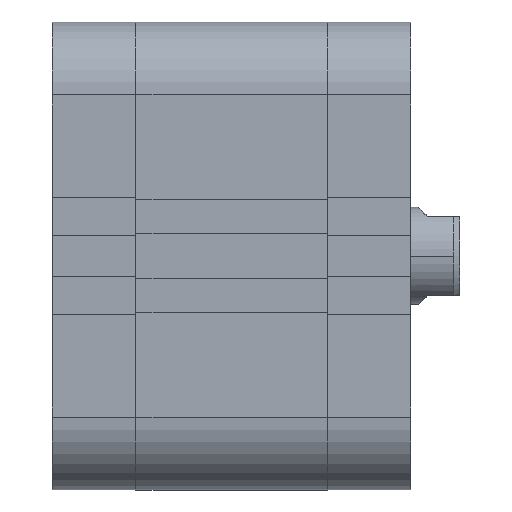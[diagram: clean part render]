
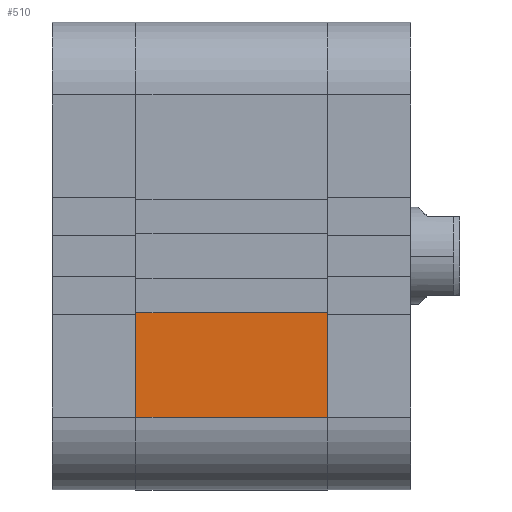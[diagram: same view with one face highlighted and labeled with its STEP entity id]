
A CAD part, front view. The second image highlights one B-rep face of the part: STEP entity #510.
In plain terms, the highlighted planar face has unit normal (0, -1, 0).
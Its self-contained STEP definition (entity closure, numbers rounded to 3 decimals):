
#510 = ADVANCED_FACE ( 'NONE', ( #5028 ), #13718, .F. ) ;
#2955 = CARTESIAN_POINT ( 'NONE',  ( 31.5, -38.5, -38.5 ) ) ;
#3484 = CARTESIAN_POINT ( 'NONE',  ( 0., -38.5, -38.5 ) ) ;
#3671 = LINE ( 'NONE', #3484, #4760 ) ;
#4760 = VECTOR ( 'NONE', #5953, 1000. ) ;
#5013 = DIRECTION ( 'NONE',  ( 0., 0., -1. ) ) ;
#5022 = VERTEX_POINT ( 'NONE', #15209 ) ;
#5028 = FACE_OUTER_BOUND ( 'NONE', #35166, .T. ) ;
#5813 = DIRECTION ( 'NONE',  ( -1., 0., 0. ) ) ;
#5953 = DIRECTION ( 'NONE',  ( 0., 0., -1. ) ) ;
#8020 = VECTOR ( 'NONE', #5013, 1000. ) ;
#10509 = LINE ( 'NONE', #33813, #8020 ) ;
#11047 = CARTESIAN_POINT ( 'NONE',  ( 0., -38.5, -9.3 ) ) ;
#11114 = AXIS2_PLACEMENT_3D ( 'NONE', #2955, #31356, #17142 ) ;
#13450 = VERTEX_POINT ( 'NONE', #37210 ) ;
#13718 = PLANE ( 'NONE',  #11114 ) ;
#14321 = LINE ( 'NONE', #14692, #16632 ) ;
#14655 = VERTEX_POINT ( 'NONE', #11047 ) ;
#14692 = CARTESIAN_POINT ( 'NONE',  ( 31.501, -38.5, -9.3 ) ) ;
#15181 = ORIENTED_EDGE ( 'NONE', *, *, #29620, .T. ) ;
#15209 = CARTESIAN_POINT ( 'NONE',  ( 0., -38.5, -26.5 ) ) ;
#15231 = DIRECTION ( 'NONE',  ( 1., 0., 0. ) ) ;
#16632 = VECTOR ( 'NONE', #5813, 1000. ) ;
#16639 = EDGE_CURVE ( 'NONE', #13450, #20656, #10509, .T. ) ;
#17142 = DIRECTION ( 'NONE',  ( 0., 0., 1. ) ) ;
#17964 = VECTOR ( 'NONE', #15231, 1000. ) ;
#18427 = ORIENTED_EDGE ( 'NONE', *, *, #36628, .T. ) ;
#20656 = VERTEX_POINT ( 'NONE', #23257 ) ;
#20936 = CARTESIAN_POINT ( 'NONE',  ( 31.5, -38.5, -26.5 ) ) ;
#23257 = CARTESIAN_POINT ( 'NONE',  ( 31.5, -38.5, -26.5 ) ) ;
#29620 = EDGE_CURVE ( 'NONE', #13450, #14655, #14321, .T. ) ;
#30198 = LINE ( 'NONE', #20936, #17964 ) ;
#31356 = DIRECTION ( 'NONE',  ( 0., 1., 0. ) ) ;
#32139 = EDGE_CURVE ( 'NONE', #5022, #20656, #30198, .T. ) ;
#32600 = ORIENTED_EDGE ( 'NONE', *, *, #16639, .F. ) ;
#33813 = CARTESIAN_POINT ( 'NONE',  ( 31.5, -38.5, -38.5 ) ) ;
#35166 = EDGE_LOOP ( 'NONE', ( #15181, #18427, #36647, #32600 ) ) ;
#36628 = EDGE_CURVE ( 'NONE', #14655, #5022, #3671, .T. ) ;
#36647 = ORIENTED_EDGE ( 'NONE', *, *, #32139, .T. ) ;
#37210 = CARTESIAN_POINT ( 'NONE',  ( 31.5, -38.5, -9.3 ) ) ;
